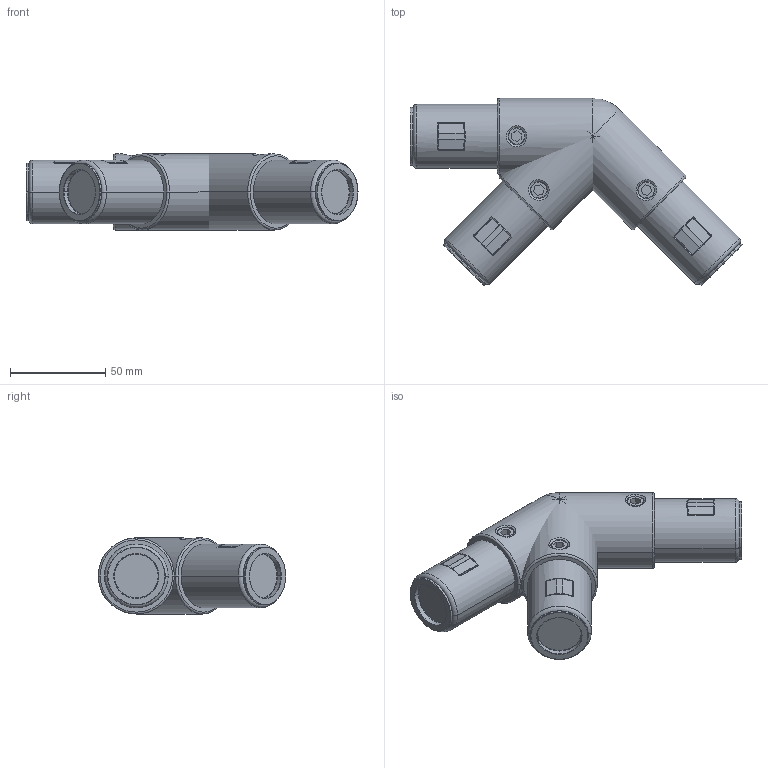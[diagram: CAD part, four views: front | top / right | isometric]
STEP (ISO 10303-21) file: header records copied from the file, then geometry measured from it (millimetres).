
FILE_DESCRIPTION (( 'STEP AP214' ), '1' );
FILE_NAME ('SNSK.17.00.47. L-Êîííåêòîð 45 ãðàä. (Ëåâûé).V47.STEP', '2017-06-01T12:46:29', ( '' ), ( '' ), 'SwSTEP 2.0', 'SolidWorks 2016', '' );
FILE_SCHEMA (( 'AUTOMOTIVE_DESIGN' ));
Length unit declared in the file: millimetre
Products named in the file (5): SNSK.17.00.00. Çàêëóøêà äëÿ êîííåêòîðîâ ëåñòíè÷íûå ñèñòåìûV47; SNSK.17.00.01.婰膲僗闉.V47; SNSK.17.00.47. L-Êîííåêòîð 45 ãðàä. (Ëåâûé).V47; socket set screw cone point_din_DIN 914 - M10 x 12-N; SNSK.17.00.02. 暑眄弪铕.V47_撫狅 啷ъ
Assembly tree (10 placements, depth 2):
  SNSK.17.00.47. L-Êîííåêòîð 45 ãðàä. (Ëåâûé).V47
    SNSK.17.00.02. 暑眄弪铕.V47_撫狅 啷ъ
    SNSK.17.00.00. Çàêëóøêà äëÿ êîííåêòîðîâ ëåñòíè÷íûå ñèñòåìûV47  x3
    SNSK.17.00.01.婰膲僗闉.V47  x3
    socket set screw cone point_din_DIN 914 - M10 x 12-N  x3
Bounding box: 174.55 x 98.55 x 40 mm (x, y, z)
Volume: 263868.1 mm3; surface area: 67055.9 mm2
Topology: 12 solids, 12 shells, 586 faces, 1311 edges, 693 vertices
Faces by surface type: cylinder 225, plane 131, sphere 89, torus 81, bspline 48, cone 12
Entity records: 11978 total; most frequent: CARTESIAN_POINT 6291, DIRECTION 1205, ORIENTED_EDGE 1074, EDGE_CURVE 537, AXIS2_PLACEMENT_3D 504, VERTEX_POINT 311, EDGE_LOOP 274, CIRCLE 261
